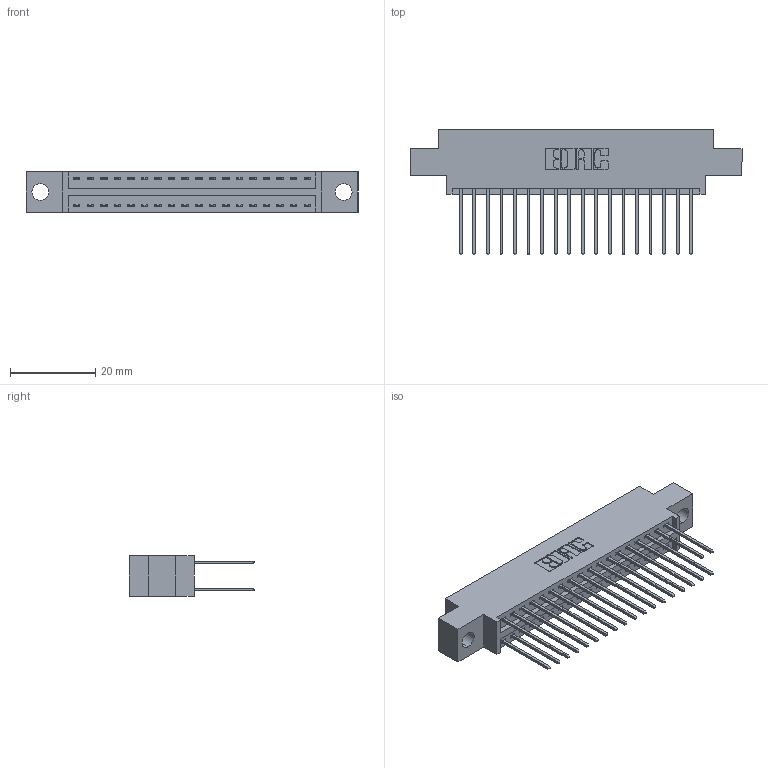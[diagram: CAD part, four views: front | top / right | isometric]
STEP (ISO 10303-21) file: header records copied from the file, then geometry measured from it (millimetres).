
FILE_DESCRIPTION (( 'STEP AP203' ), '1' );
FILE_NAME ('346-036-540-804.STEP', '2022-05-19T21:40:30', ( '' ), ( '' ), 'SwSTEP 2.0', 'SolidWorks 2020', '' );
FILE_SCHEMA (( 'CONFIG_CONTROL_DESIGN' ));
Length unit declared in the file: inch
Products named in the file (3): 345-292-001_345-293-140; 346-036-540-804; 346 Part_0.170 Offset - 0.156 Dia-TH
Assembly tree (37 placements, depth 2):
  346-036-540-804
    346 Part_0.170 Offset - 0.156 Dia-TH
    345-292-001_345-293-140  x36
Bounding box: 77.72 x 29.46 x 9.4 mm (x, y, z)
Volume: 7268.6 mm3; surface area: 10286.9 mm2
Topology: 37 solids, 37 shells, 2012 faces, 5957 edges, 3922 vertices
Faces by surface type: plane 1354, cylinder 658
Entity records: 15547 total; most frequent: CARTESIAN_POINT 2602, ORIENTED_EDGE 2534, DIRECTION 2343, EDGE_CURVE 1267, LINE 1063, VECTOR 1063, VERTEX_POINT 842, AXIS2_PLACEMENT_3D 640
